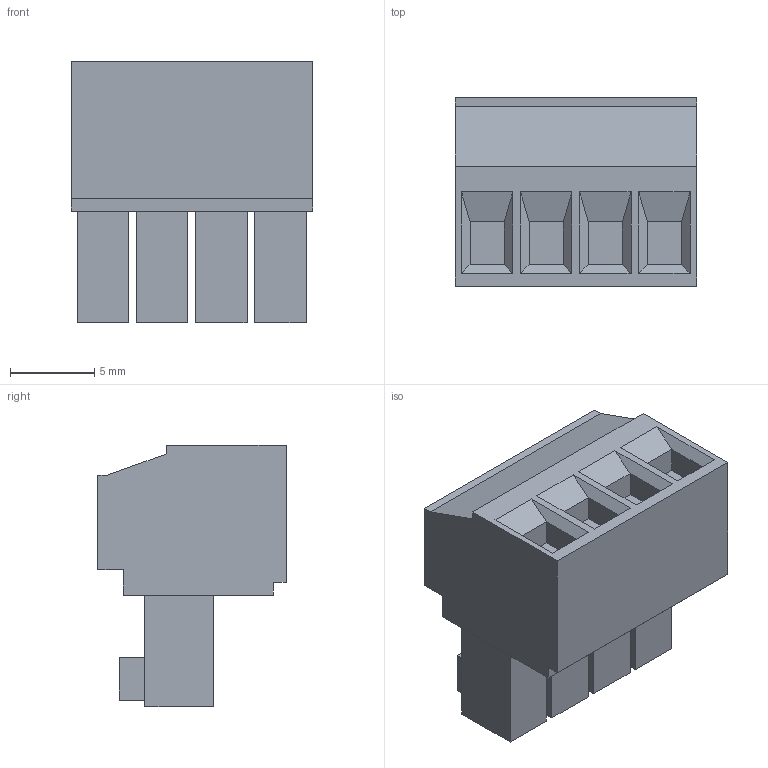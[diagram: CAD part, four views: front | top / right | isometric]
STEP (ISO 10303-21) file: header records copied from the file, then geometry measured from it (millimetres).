
FILE_DESCRIPTION( ( 'STEP AP214' ), '1' );
FILE_NAME( 'psolqas_12608_4.stp', '2020-05-07T22:18:41', ( 'License CC BY-ND 4.0' ), ( 'CADENAS' ), ' ', 'PARTsolutions', ' ' );
FILE_SCHEMA( ( 'AUTOMOTIVE_DESIGN { 1 0 10303 214 1 1 1 1 }' ) );
Length unit declared in the file: metre
Products named in the file (1): 1
Bounding box: 14.3 x 11.18 x 15.49 mm (x, y, z)
Volume: 1532.5 mm3; surface area: 1376.4 mm2
Topology: 1 solids, 1 shells, 167 faces, 391 edges, 254 vertices
Faces by surface type: plane 143, cylinder 20, cone 4
Full cylindrical faces by diameter (mm): 1.88 x8, 2.032 x4, 2.286 x4
Entity records: 4540 total; most frequent: CARTESIAN_POINT 777, DIRECTION 751, ORIENTED_EDGE 726, EDGE_CURVE 363, LINE 311, VECTOR 311, VERTEX_POINT 246, AXIS2_PLACEMENT_3D 220
